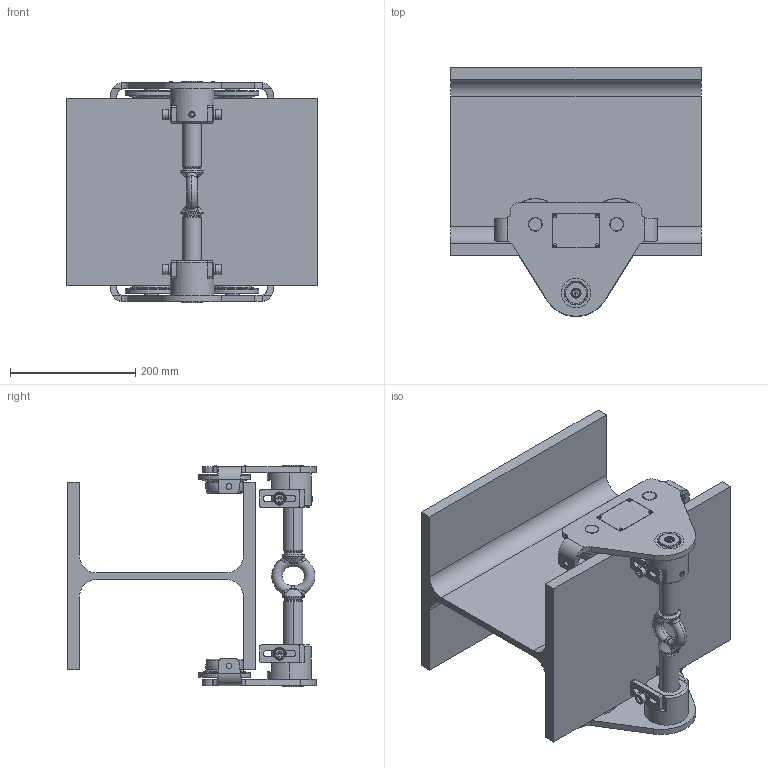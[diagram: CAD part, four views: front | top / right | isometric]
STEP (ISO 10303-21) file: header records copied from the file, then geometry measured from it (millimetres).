
FILE_DESCRIPTION (( 'STEP AP214' ), '1' );
FILE_NAME ('HTP-B 1,0t.STEP', '2018-02-07T13:01:36', ( '' ), ( '' ), 'SwSTEP 2.0', 'SolidWorks 2015', '' );
FILE_SCHEMA (( 'AUTOMOTIVE_DESIGN' ));
Length unit declared in the file: millimetre
Products named in the file (1): HTP-B 1,0t
Bounding box: 400 x 398 x 354.4 mm (x, y, z)
Volume: 7546260.7 mm3; surface area: 1118258.2 mm2
Topology: 55 solids, 55 shells, 1168 faces, 2664 edges, 1653 vertices
Faces by surface type: cylinder 442, plane 400, cone 186, torus 100, bspline 24, sphere 16
Entity records: 49110 total; most frequent: CARTESIAN_POINT 8586, DIRECTION 6136, ORIENTED_EDGE 5248, EDGE_CURVE 2624, AXIS2_PLACEMENT_3D 2479, VERTEX_POINT 1641, EDGE_LOOP 1351, CIRCLE 1334
